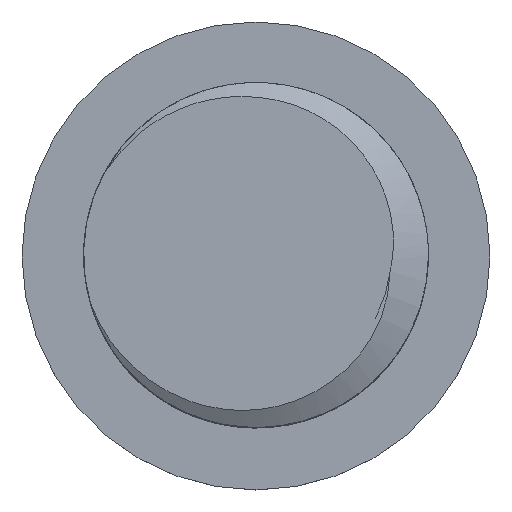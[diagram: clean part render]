
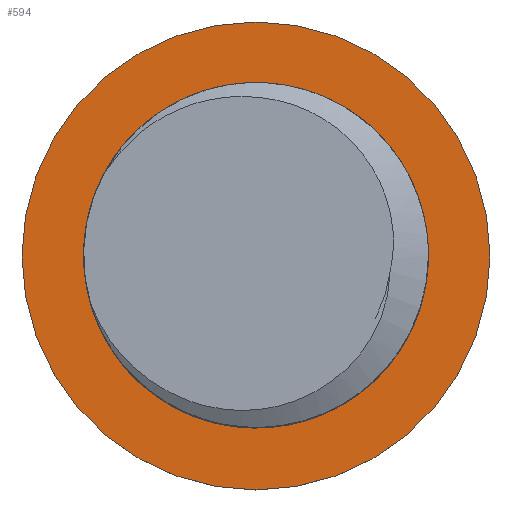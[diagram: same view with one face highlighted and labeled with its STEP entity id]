
A CAD part, top view. The second image highlights one B-rep face of the part: STEP entity #594.
In plain terms, the highlighted planar face has unit normal (0, 0, 1).
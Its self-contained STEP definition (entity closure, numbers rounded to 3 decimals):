
#16=FACE_BOUND('',#104,.T.);
#23=PLANE('',#670);
#65=FACE_OUTER_BOUND('',#103,.T.);
#103=EDGE_LOOP('',(#503));
#104=EDGE_LOOP('',(#504));
#137=CIRCLE('',#658,4.8);
#139=CIRCLE('',#661,9.5);
#286=VERTEX_POINT('',#1613);
#288=VERTEX_POINT('',#1619);
#351=EDGE_CURVE('',#286,#286,#137,.T.);
#355=EDGE_CURVE('',#288,#288,#139,.T.);
#503=ORIENTED_EDGE('',*,*,#355,.T.);
#504=ORIENTED_EDGE('',*,*,#351,.F.);
#594=ADVANCED_FACE('',(#65,#16),#23,.T.);
#658=AXIS2_PLACEMENT_3D('',#1614,#755,#756);
#661=AXIS2_PLACEMENT_3D('',#1621,#763,#764);
#670=AXIS2_PLACEMENT_3D('',#2508,#786,#787);
#755=DIRECTION('center_axis',(0.,0.,1.));
#756=DIRECTION('ref_axis',(1.,0.,0.));
#763=DIRECTION('center_axis',(0.,0.,1.));
#764=DIRECTION('ref_axis',(1.,0.,0.));
#786=DIRECTION('center_axis',(0.,0.,1.));
#787=DIRECTION('ref_axis',(1.,0.,0.));
#1613=CARTESIAN_POINT('',(4.8,0.,6.));
#1614=CARTESIAN_POINT('Origin',(0.,0.,6.));
#1619=CARTESIAN_POINT('',(9.5,0.,6.));
#1621=CARTESIAN_POINT('Origin',(0.,0.,6.));
#2508=CARTESIAN_POINT('Origin',(0.,0.,6.));
